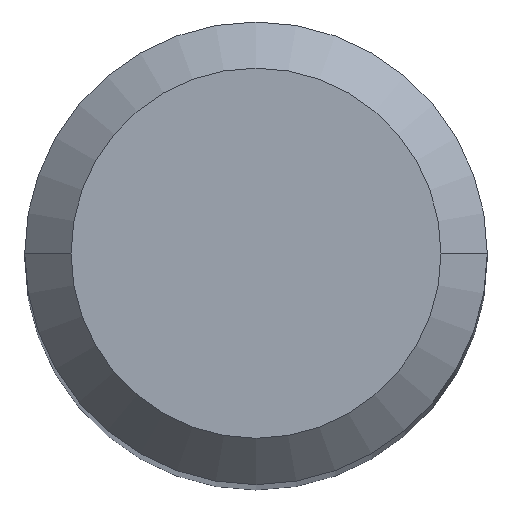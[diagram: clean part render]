
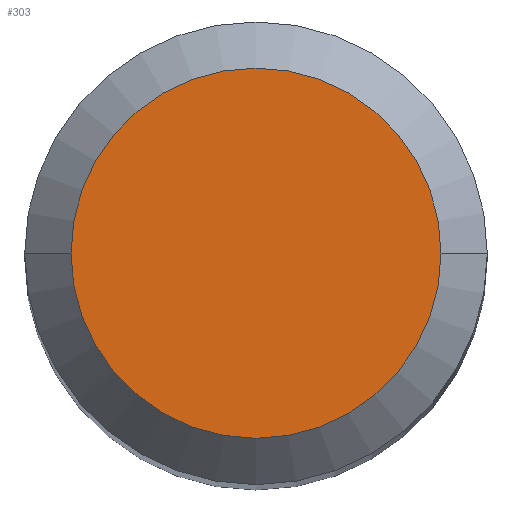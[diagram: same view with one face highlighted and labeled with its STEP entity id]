
A CAD part, top view. The second image highlights one B-rep face of the part: STEP entity #303.
In plain terms, the highlighted planar face has unit normal (0, 0, 1).
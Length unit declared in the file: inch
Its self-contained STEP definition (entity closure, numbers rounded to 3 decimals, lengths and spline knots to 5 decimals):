
#33 = AXIS2_PLACEMENT_3D ( 'NONE', #220, #305, #488 ) ;
#52 = VERTEX_POINT ( 'NONE', #443 ) ;
#61 = EDGE_CURVE ( 'NONE', #228, #52, #435, .T. ) ;
#69 = ORIENTED_EDGE ( 'NONE', *, *, #226, .T. ) ;
#107 = DIRECTION ( 'NONE',  ( -1., 0., 0. ) ) ;
#122 = ORIENTED_EDGE ( 'NONE', *, *, #61, .T. ) ;
#124 = AXIS2_PLACEMENT_3D ( 'NONE', #329, #294, #475 ) ;
#182 = CIRCLE ( 'NONE', #33, 0.09448 ) ;
#183 = CARTESIAN_POINT ( 'NONE',  ( 0., 0., 0. ) ) ;
#220 = CARTESIAN_POINT ( 'NONE',  ( 0., 0., 0. ) ) ;
#226 = EDGE_CURVE ( 'NONE', #52, #228, #182, .T. ) ;
#228 = VERTEX_POINT ( 'NONE', #455 ) ;
#294 = DIRECTION ( 'NONE',  ( 0., 0., 1. ) ) ;
#303 = ADVANCED_FACE ( 'NONE', ( #374 ), #380, .F. ) ;
#305 = DIRECTION ( 'NONE',  ( 0., 0., 1. ) ) ;
#329 = CARTESIAN_POINT ( 'NONE',  ( 0., 0., 0. ) ) ;
#374 = FACE_OUTER_BOUND ( 'NONE', #462, .T. ) ;
#376 = AXIS2_PLACEMENT_3D ( 'NONE', #183, #489, #107 ) ;
#380 = PLANE ( 'NONE',  #376 ) ;
#435 = CIRCLE ( 'NONE', #124, 0.09448 ) ;
#443 = CARTESIAN_POINT ( 'NONE',  ( -0.09448, 0., 0. ) ) ;
#455 = CARTESIAN_POINT ( 'NONE',  ( 0.09448, 0., 0. ) ) ;
#462 = EDGE_LOOP ( 'NONE', ( #69, #122 ) ) ;
#475 = DIRECTION ( 'NONE',  ( 1., 0., 0. ) ) ;
#488 = DIRECTION ( 'NONE',  ( 1., 0., 0. ) ) ;
#489 = DIRECTION ( 'NONE',  ( 0., 0., -1. ) ) ;
